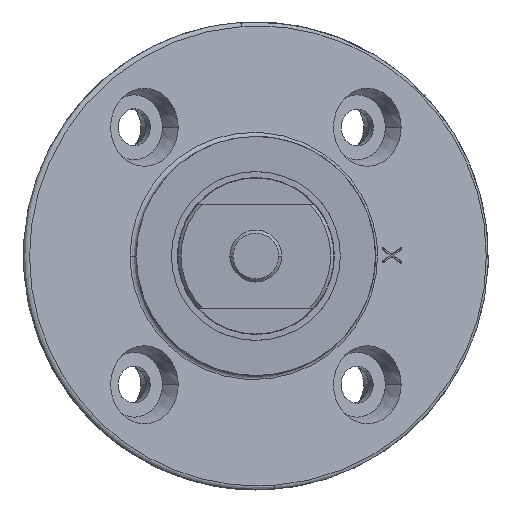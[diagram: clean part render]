
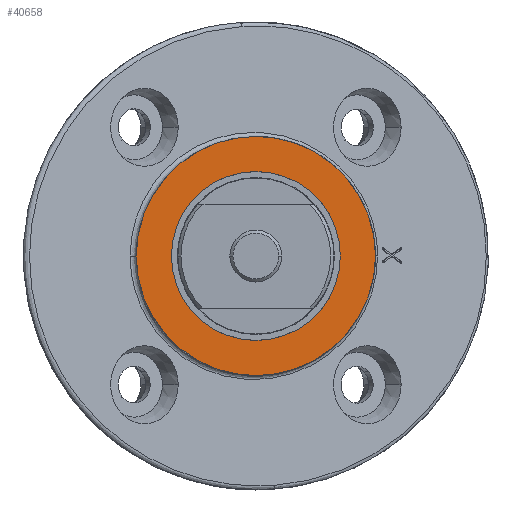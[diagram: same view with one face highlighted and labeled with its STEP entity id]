
A CAD part, front view. The second image highlights one B-rep face of the part: STEP entity #40658.
In plain terms, the highlighted planar face has unit normal (0, -1, 0).
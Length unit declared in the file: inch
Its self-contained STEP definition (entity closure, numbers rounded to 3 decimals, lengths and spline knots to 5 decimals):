
#482 = CARTESIAN_POINT ( 'NONE',  ( 0., 0., 1.15 ) ) ;
#1394 = EDGE_LOOP ( 'NONE', ( #49109, #10927 ) ) ;
#7888 = DIRECTION ( 'NONE',  ( 0., -1., 0. ) ) ;
#8765 = CARTESIAN_POINT ( 'NONE',  ( 0., 0., 0. ) ) ;
#10927 = ORIENTED_EDGE ( 'NONE', *, *, #27874, .F. ) ;
#12863 = CARTESIAN_POINT ( 'NONE',  ( 0., 0., 0.8125 ) ) ;
#15376 = DIRECTION ( 'NONE',  ( 0., 0., -1. ) ) ;
#15785 = DIRECTION ( 'NONE',  ( 0., 0., -1. ) ) ;
#17228 = AXIS2_PLACEMENT_3D ( 'NONE', #27568, #43799, #15376 ) ;
#17989 = CIRCLE ( 'NONE', #22937, 1.15 ) ;
#18216 = AXIS2_PLACEMENT_3D ( 'NONE', #24604, #7888, #15785 ) ;
#20834 = EDGE_CURVE ( 'NONE', #42596, #41988, #17989, .T. ) ;
#21158 = EDGE_LOOP ( 'NONE', ( #37444, #52496 ) ) ;
#22937 = AXIS2_PLACEMENT_3D ( 'NONE', #8765, #37155, #48959 ) ;
#23899 = CIRCLE ( 'NONE', #18216, 0.8125 ) ;
#24542 = EDGE_CURVE ( 'NONE', #51328, #34078, #23899, .T. ) ;
#24604 = CARTESIAN_POINT ( 'NONE',  ( 0., 0., 0. ) ) ;
#27426 = CARTESIAN_POINT ( 'NONE',  ( 0., 0., 0. ) ) ;
#27568 = CARTESIAN_POINT ( 'NONE',  ( 0., 0., 0. ) ) ;
#27874 = EDGE_CURVE ( 'NONE', #34078, #51328, #38327, .T. ) ;
#28081 = AXIS2_PLACEMENT_3D ( 'NONE', #27426, #31277, #43477 ) ;
#31277 = DIRECTION ( 'NONE',  ( 0., -1., 0. ) ) ;
#31609 = PLANE ( 'NONE',  #31631 ) ;
#31631 = AXIS2_PLACEMENT_3D ( 'NONE', #32288, #44849, #36228 ) ;
#32288 = CARTESIAN_POINT ( 'NONE',  ( 1.15, 0., 0. ) ) ;
#34078 = VERTEX_POINT ( 'NONE', #12863 ) ;
#35324 = EDGE_CURVE ( 'NONE', #41988, #42596, #44128, .T. ) ;
#36228 = DIRECTION ( 'NONE',  ( 0., 0., -1. ) ) ;
#37155 = DIRECTION ( 'NONE',  ( 0., -1., 0. ) ) ;
#37444 = ORIENTED_EDGE ( 'NONE', *, *, #35324, .T. ) ;
#38327 = CIRCLE ( 'NONE', #17228, 0.8125 ) ;
#40658 = ADVANCED_FACE ( 'NONE', ( #47010, #41283 ), #31609, .T. ) ;
#41283 = FACE_OUTER_BOUND ( 'NONE', #21158, .T. ) ;
#41988 = VERTEX_POINT ( 'NONE', #42963 ) ;
#42596 = VERTEX_POINT ( 'NONE', #482 ) ;
#42963 = CARTESIAN_POINT ( 'NONE',  ( 0., 0., -1.15 ) ) ;
#43477 = DIRECTION ( 'NONE',  ( 0., 0., -1. ) ) ;
#43799 = DIRECTION ( 'NONE',  ( 0., -1., 0. ) ) ;
#44128 = CIRCLE ( 'NONE', #28081, 1.15 ) ;
#44849 = DIRECTION ( 'NONE',  ( 0., -1., 0. ) ) ;
#47010 = FACE_BOUND ( 'NONE', #1394, .T. ) ;
#48847 = CARTESIAN_POINT ( 'NONE',  ( 0., 0., -0.8125 ) ) ;
#48959 = DIRECTION ( 'NONE',  ( 0., 0., -1. ) ) ;
#49109 = ORIENTED_EDGE ( 'NONE', *, *, #24542, .F. ) ;
#51328 = VERTEX_POINT ( 'NONE', #48847 ) ;
#52496 = ORIENTED_EDGE ( 'NONE', *, *, #20834, .T. ) ;
